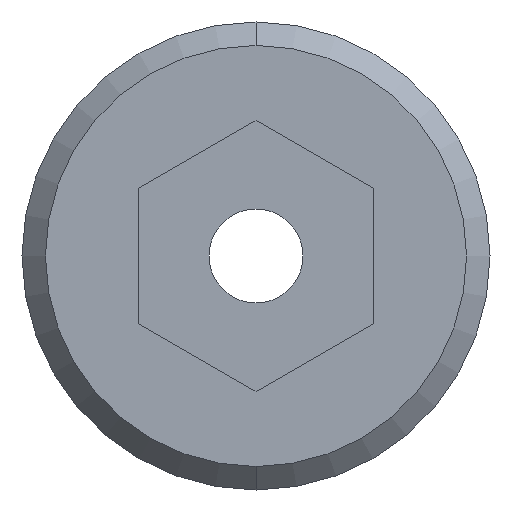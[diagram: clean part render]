
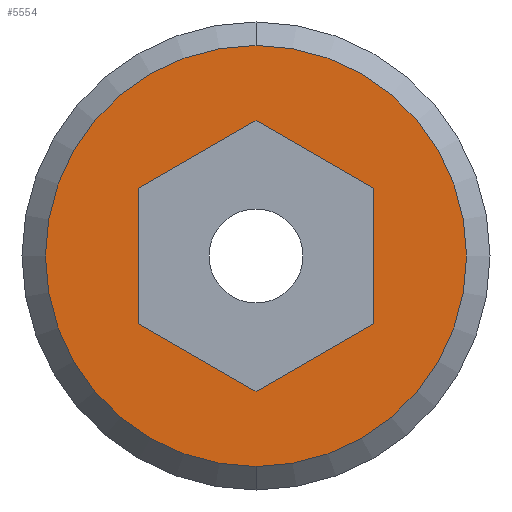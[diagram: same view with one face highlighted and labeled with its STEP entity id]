
A CAD part, left-side view. The second image highlights one B-rep face of the part: STEP entity #5554.
In plain terms, the highlighted planar face has unit normal (-1, 0, 0).
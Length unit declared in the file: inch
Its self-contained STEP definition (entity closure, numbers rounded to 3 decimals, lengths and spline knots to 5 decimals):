
#2534=CARTESIAN_POINT('',(-0.11,0.,0.));
#2535=DIRECTION('',(-1.,0.,0.));
#2536=DIRECTION('',(0.,1.,0.));
#2537=AXIS2_PLACEMENT_3D('',#2534,#2535,#2536);
#2552=DIRECTION('',(0.,0.5,0.866));
#2553=VECTOR('',#2552,0.05196);
#2554=CARTESIAN_POINT('',(-0.11,0.02598,-0.045));
#2555=LINE('',#2554,#2553);
#2556=DIRECTION('',(0.,1.,0.));
#2557=VECTOR('',#2556,0.05196);
#2558=CARTESIAN_POINT('',(-0.11,-0.02598,-0.045));
#2559=LINE('',#2558,#2557);
#2560=DIRECTION('',(0.,0.5,-0.866));
#2561=VECTOR('',#2560,0.05196);
#2562=CARTESIAN_POINT('',(-0.11,-0.05196,0.));
#2563=LINE('',#2562,#2561);
#2564=DIRECTION('',(0.,-0.5,-0.866));
#2565=VECTOR('',#2564,0.05196);
#2566=CARTESIAN_POINT('',(-0.11,-0.02598,0.045));
#2567=LINE('',#2566,#2565);
#2568=DIRECTION('',(0.,-1.,0.));
#2569=VECTOR('',#2568,0.05196);
#2570=CARTESIAN_POINT('',(-0.11,0.02598,0.045));
#2571=LINE('',#2570,#2569);
#2572=DIRECTION('',(0.,-0.5,0.866));
#2573=VECTOR('',#2572,0.05196);
#2574=CARTESIAN_POINT('',(-0.11,0.05196,0.));
#2575=LINE('',#2574,#2573);
#2576=CARTESIAN_POINT('',(-0.11,0.,0.));
#2577=DIRECTION('',(1.,0.,0.));
#2578=DIRECTION('',(0.,1.,0.));
#2579=AXIS2_PLACEMENT_3D('',#2576,#2577,#2578);
#2764=CARTESIAN_POINT('',(-0.11,0.08075,0.));
#2765=CARTESIAN_POINT('',(-0.11,-0.08075,0.));
#2766=VERTEX_POINT('',#2764);
#2767=VERTEX_POINT('',#2765);
#2784=CARTESIAN_POINT('',(-0.11,0.02598,-0.045));
#2785=CARTESIAN_POINT('',(-0.11,0.05196,0.));
#2786=VERTEX_POINT('',#2784);
#2787=VERTEX_POINT('',#2785);
#2788=CARTESIAN_POINT('',(-0.11,-0.02598,-0.045));
#2789=VERTEX_POINT('',#2788);
#2790=CARTESIAN_POINT('',(-0.11,-0.05196,0.));
#2791=VERTEX_POINT('',#2790);
#2792=CARTESIAN_POINT('',(-0.11,-0.02598,0.045));
#2793=VERTEX_POINT('',#2792);
#2794=CARTESIAN_POINT('',(-0.11,0.02598,0.045));
#2795=VERTEX_POINT('',#2794);
#5530=CARTESIAN_POINT('',(-0.11,0.,0.));
#5531=DIRECTION('',(1.,0.,0.));
#5532=DIRECTION('',(0.,-1.,0.));
#5533=AXIS2_PLACEMENT_3D('',#5530,#5531,#5532);
#5534=PLANE('',#5533);
#5535=ORIENTED_EDGE('',*,*,#5520,.F.);
#5537=ORIENTED_EDGE('',*,*,#5536,.T.);
#5538=EDGE_LOOP('',(#5535,#5537));
#5539=FACE_OUTER_BOUND('',#5538,.F.);
#5541=ORIENTED_EDGE('',*,*,#5540,.F.);
#5543=ORIENTED_EDGE('',*,*,#5542,.F.);
#5545=ORIENTED_EDGE('',*,*,#5544,.F.);
#5547=ORIENTED_EDGE('',*,*,#5546,.F.);
#5549=ORIENTED_EDGE('',*,*,#5548,.F.);
#5551=ORIENTED_EDGE('',*,*,#5550,.F.);
#5552=EDGE_LOOP('',(#5541,#5543,#5545,#5547,#5549,#5551));
#5553=FACE_BOUND('',#5552,.F.);
#2538=CIRCLE('',#2537,0.08075);
#2580=CIRCLE('',#2579,0.08075);
#5520=EDGE_CURVE('',#2766,#2767,#2538,.T.);
#5536=EDGE_CURVE('',#2766,#2767,#2580,.T.);
#5540=EDGE_CURVE('',#2786,#2787,#2555,.T.);
#5542=EDGE_CURVE('',#2789,#2786,#2559,.T.);
#5544=EDGE_CURVE('',#2791,#2789,#2563,.T.);
#5546=EDGE_CURVE('',#2793,#2791,#2567,.T.);
#5548=EDGE_CURVE('',#2795,#2793,#2571,.T.);
#5550=EDGE_CURVE('',#2787,#2795,#2575,.T.);
#5554=ADVANCED_FACE('',(#5539,#5553),#5534,.F.);
